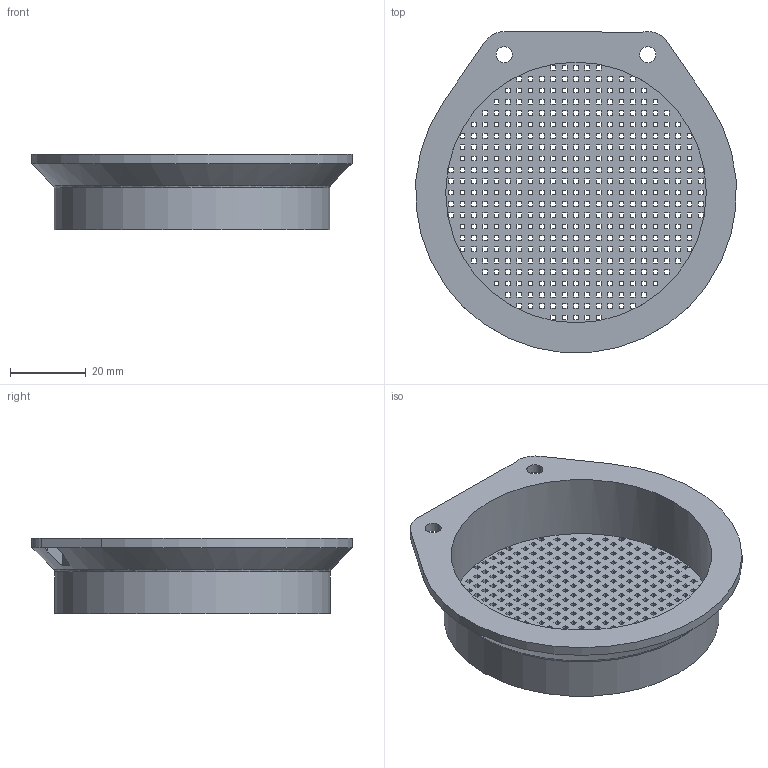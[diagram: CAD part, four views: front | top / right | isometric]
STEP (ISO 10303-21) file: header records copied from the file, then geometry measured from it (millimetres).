
FILE_DESCRIPTION(/* description */ ('STEP AP242','CAx-IF Rec.Pracs.---Representation and Presentation of Product Manufacturing Information (PMI)---4.0---2014-10-13','CAx-IF Rec.Pracs.---3D Tessellated Geometry---0.4---2014-09-14','2;1'),/* implementation_level */ '2;1');
FILE_NAME(/* name */ '66575e6d22593a62b636ae7a',/* time_stamp */ '2024-05-29T16:57:18Z',/* author */ (''),/* organization */ (''),/* preprocessor_version */ 'ST-DEVELOPER v20',/* originating_system */ ' ',/* authorisation */ ' ');
FILE_SCHEMA (('AP242_MANAGED_MODEL_BASED_3D_ENGINEERING_MIM_LF { 1 0 10303 442 1 1 4 }'));
Length unit declared in the file: metre
Products named in the file (1): dessicant holder
Bounding box: 84.61 x 84.83 x 20 mm (x, y, z)
Volume: 24897.3 mm3; surface area: 23162 mm2
Topology: 1 solids, 1 shells, 1631 faces, 4880 edges, 3252 vertices
Faces by surface type: plane 1622, cylinder 7, cone 1, torus 1
Full cylindrical faces by diameter (mm): 4.25 x2, 68.9 x1, 72.9 x1
Entity records: 55337 total; most frequent: CARTESIAN_POINT 9784, ORIENTED_EDGE 9744, DIRECTION 8145, EDGE_CURVE 4872, LINE 4843, VECTOR 4843, VERTEX_POINT 3250, EDGE_LOOP 2444
